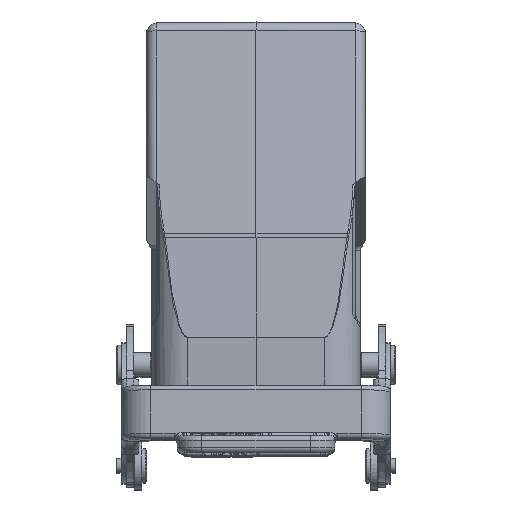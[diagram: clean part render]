
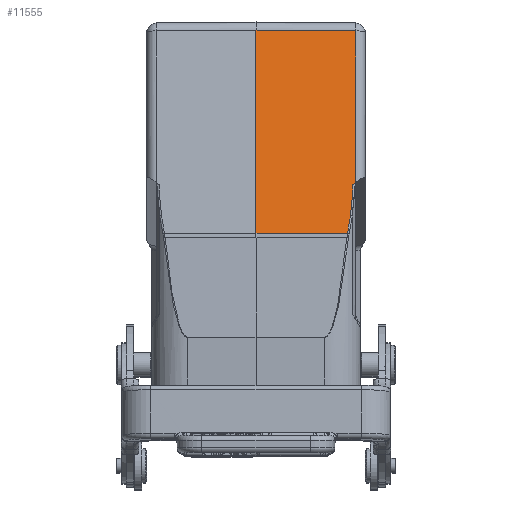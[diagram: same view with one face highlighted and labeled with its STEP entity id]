
A CAD part, top view. The second image highlights one B-rep face of the part: STEP entity #11555.
In plain terms, the highlighted planar face has unit normal (0.009, 0.174, 0.985).
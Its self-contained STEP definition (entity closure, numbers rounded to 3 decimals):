
#8243=ELLIPSE('',#36720,40.313,7.);
#9545=CIRCLE('',#36635,62.334);
#11555=ADVANCED_FACE('',(#13787),#12379,.T.);
#12379=PLANE('',#36721);
#13787=FACE_OUTER_BOUND('',#15629,.T.);
#15629=EDGE_LOOP('',(#23194,#23195,#23196,#23197,#23198,#23199,#23200));
#23194=ORIENTED_EDGE('',*,*,#29524,.F.);
#23195=ORIENTED_EDGE('',*,*,#29519,.F.);
#23196=ORIENTED_EDGE('',*,*,#29517,.T.);
#23197=ORIENTED_EDGE('',*,*,#29623,.F.);
#23198=ORIENTED_EDGE('',*,*,#29624,.F.);
#23199=ORIENTED_EDGE('',*,*,#29625,.T.);
#23200=ORIENTED_EDGE('',*,*,#29626,.F.);
#25753=VERTEX_POINT('',#58173);
#25754=VERTEX_POINT('',#58177);
#25755=VERTEX_POINT('',#58181);
#25758=VERTEX_POINT('',#58206);
#25809=VERTEX_POINT('',#58562);
#25811=VERTEX_POINT('',#58574);
#25812=VERTEX_POINT('',#58576);
#29517=EDGE_CURVE('',#25754,#25753,#31852,.T.);
#29519=EDGE_CURVE('',#25754,#25755,#31853,.T.);
#29524=EDGE_CURVE('',#25755,#25758,#9545,.T.);
#29623=EDGE_CURVE('',#25809,#25753,#31898,.T.);
#29624=EDGE_CURVE('',#25811,#25809,#31899,.T.);
#29625=EDGE_CURVE('',#25811,#25812,#31900,.T.);
#29626=EDGE_CURVE('',#25758,#25812,#8243,.T.);
#31852=LINE('',#58176,#34187);
#31853=LINE('',#58180,#34188);
#31898=LINE('',#58571,#34233);
#31899=LINE('',#58573,#34234);
#31900=LINE('',#58575,#34235);
#34187=VECTOR('',#43762,1.);
#34188=VECTOR('',#43767,1.);
#34233=VECTOR('',#43984,1.);
#34234=VECTOR('',#43987,1.);
#34235=VECTOR('',#43988,1.);
#36635=AXIS2_PLACEMENT_3D('',#58211,#43772,#43773);
#36720=AXIS2_PLACEMENT_3D('',#58577,#43989,#43990);
#36721=AXIS2_PLACEMENT_3D('',#58578,#43991,#43992);
#43762=DIRECTION('',(0.,0.985,-0.174));
#43767=DIRECTION('',(-0.762,-0.637,0.119));
#43772=DIRECTION('',(-0.009,-0.174,-0.985));
#43773=DIRECTION('',(0.,-0.985,0.174));
#43984=DIRECTION('',(1.,-0.009,-0.007));
#43987=DIRECTION('',(0.,0.985,-0.174));
#43988=DIRECTION('',(1.,-0.001,-0.009));
#43989=DIRECTION('',(-0.009,-0.174,-0.985));
#43990=DIRECTION('',(0.002,-0.985,0.174));
#43991=DIRECTION('',(0.009,0.174,0.985));
#43992=DIRECTION('',(0.,-0.985,0.174));
#58173=CARTESIAN_POINT('',(20.517,19.584,50.546));
#58176=CARTESIAN_POINT('',(20.517,-11.704,56.062));
#58177=CARTESIAN_POINT('',(20.517,-11.704,56.062));
#58180=CARTESIAN_POINT('',(20.517,-11.704,56.062));
#58181=CARTESIAN_POINT('',(19.963,-12.168,56.149));
#58206=CARTESIAN_POINT('',(19.449,-18.497,57.27));
#58211=CARTESIAN_POINT('',(-42.345,-10.389,56.388));
#58562=CARTESIAN_POINT('',(0.,19.763,50.696));
#58571=CARTESIAN_POINT('',(-0.012,19.763,50.696));
#58573=CARTESIAN_POINT('',(0.,-22.153,58.087));
#58574=CARTESIAN_POINT('',(0.,-22.155,58.087));
#58575=CARTESIAN_POINT('',(0.017,-22.155,58.087));
#58576=CARTESIAN_POINT('',(18.848,-22.176,57.924));
#58577=CARTESIAN_POINT('',(14.004,6.729,52.87));
#58578=CARTESIAN_POINT('',(0.,21.415,50.404));
